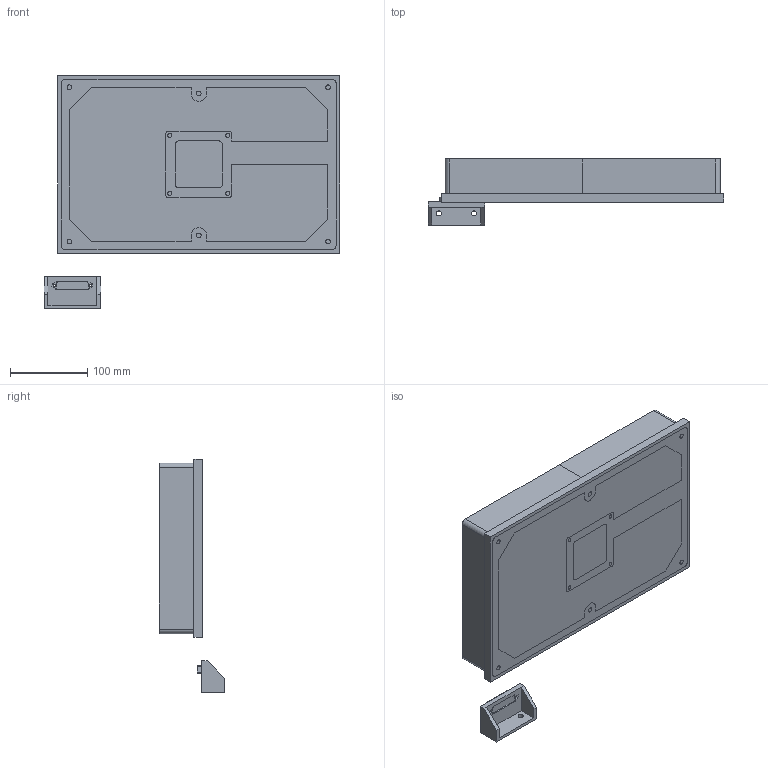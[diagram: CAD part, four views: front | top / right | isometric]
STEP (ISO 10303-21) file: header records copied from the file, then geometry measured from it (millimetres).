
FILE_DESCRIPTION(/* description */ (''),/* implementation_level */ '2;1');
FILE_NAME(/* name */ 'Windtunnel Touchscreen Mount.step',/* time_stamp */ '2026-01-27T17:29:08+01:00',/* author */ (''),/* organization */ (''),/* preprocessor_version */ 'ST-DEVELOPER v20.1',/* originating_system */ 'Autodesk Translation Framework v14.24.0.0',/* authorisation */ '');
FILE_SCHEMA (('AUTOMOTIVE_DESIGN { 1 0 10303 214 3 1 1 }'));
Products named in the file (19): Windtunnel; Sub D Connector Mount v4; RP-004882-DD - Pi 5 Mechanical Reference 3D model Iss1; PCB_for REF 060923; GPIO Header for REF; Micro HDMI for REF; SD CARD for REF; USB-C for REF; RJ45 for REF; USB for REF; PCIe for REF; CAM-DISP for REF; LED for REF; BAT Header for REF; PoE Header for REF; FAN Header for REF; SWITCH for REF; UART for REF; Holes
Assembly tree (21 placements, depth 3):
  Windtunnel
    Sub D Connector Mount v4
    RP-004882-DD - Pi 5 Mechanical Reference 3D model Iss1
      PCB_for REF 060923
      GPIO Header for REF
      Micro HDMI for REF  x2
      SD CARD for REF
      USB-C for REF
      RJ45 for REF
      USB for REF  x2
      PCIe for REF
      CAM-DISP for REF  x2
      LED for REF
      BAT Header for REF
      PoE Header for REF
      FAN Header for REF
      SWITCH for REF
      UART for REF
    Holes
Bounding box: 382.5 x 85 x 301.35 mm (x, y, z)
Volume: 1835828.9 mm3; surface area: 485587.5 mm2
Topology: 55 solids, 55 shells, 3112 faces, 8386 edges, 5519 vertices
Faces by surface type: plane 2248, cylinder 841, bspline 17, torus 6
Full cylindrical faces by diameter (mm): 1 x82, 2 x1, 2.7 x4, 3 x6, 3.5 x2, 4 x4, 4.5 x4, 5 x9, 6 x15, 6.5 x2, 24 x1
Entity records: 76249 total; most frequent: CARTESIAN_POINT 13631, ORIENTED_EDGE 12928, DIRECTION 12688, EDGE_CURVE 6464, LINE 5118, VECTOR 5118, VERTEX_POINT 4263, AXIS2_PLACEMENT_3D 3785
